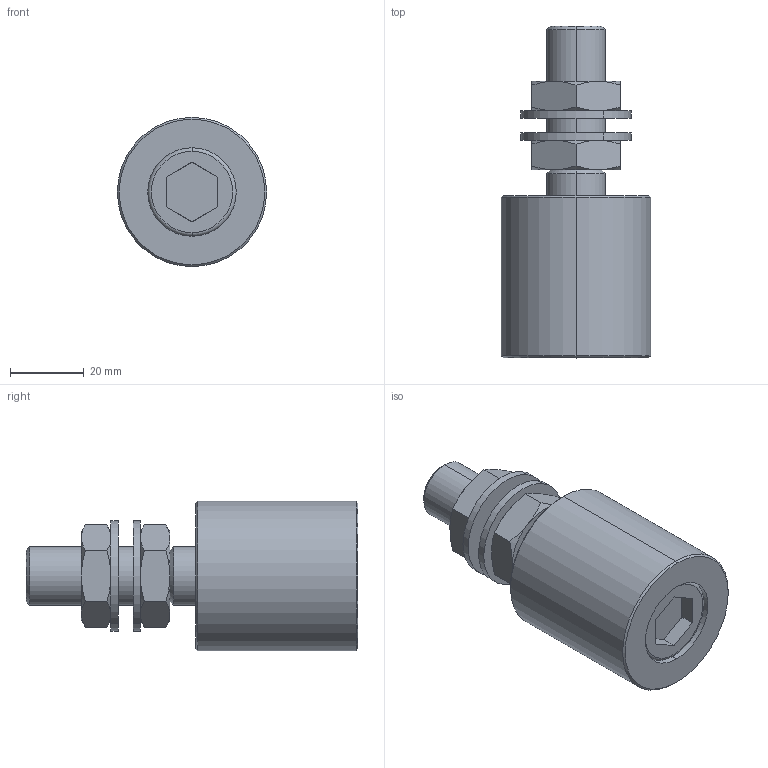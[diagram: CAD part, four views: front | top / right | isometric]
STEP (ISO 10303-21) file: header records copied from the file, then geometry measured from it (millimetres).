
FILE_DESCRIPTION (( 'STEP AP214' ), '1' );
FILE_NAME ('H_04-42-W.STEP', '2021-08-27T13:35:13', ( '' ), ( '' ), 'SwSTEP 2.0', 'SolidWorks 2019', '' );
FILE_SCHEMA (( 'AUTOMOTIVE_DESIGN' ));
Length unit declared in the file: millimetre
Products named in the file (5): 215601-16 thin; PM16; H_04-42-W; din_912-m16x2-90-8_8; H-04-42-W
Assembly tree (6 placements, depth 2):
  H_04-42-W
    H-04-42-W
    din_912-m16x2-90-8_8
    215601-16 thin  x2
    PM16  x2
Bounding box: 40.5 x 90 x 40.5 mm (x, y, z)
Volume: 71531.4 mm3; surface area: 21480 mm2
Topology: 6 solids, 6 shells, 100 faces, 234 edges, 138 vertices
Faces by surface type: cone 40, plane 34, cylinder 24, torus 2
Entity records: 2328 total; most frequent: CARTESIAN_POINT 485, DIRECTION 372, ORIENTED_EDGE 332, EDGE_CURVE 166, AXIS2_PLACEMENT_3D 153, VERTEX_POINT 98, EDGE_LOOP 78, CIRCLE 76
